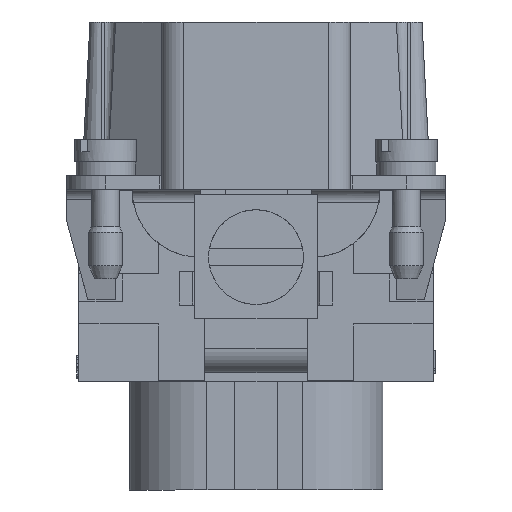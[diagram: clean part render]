
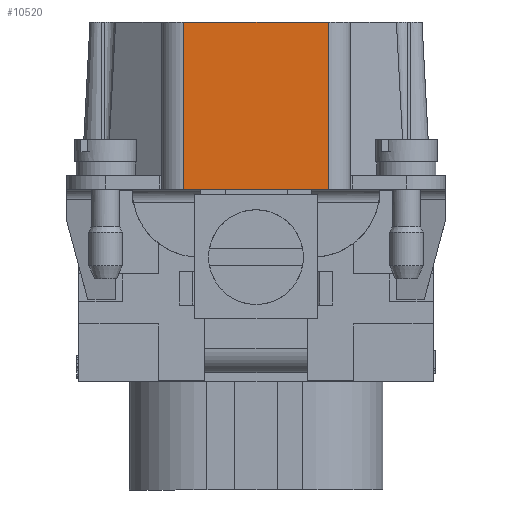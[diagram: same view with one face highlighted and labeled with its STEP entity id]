
A CAD part, left-side view. The second image highlights one B-rep face of the part: STEP entity #10520.
In plain terms, the highlighted planar face has unit normal (-1, 0, 0).
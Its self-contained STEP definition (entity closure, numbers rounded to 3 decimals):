
#10520=ADVANCED_FACE('',(#12786),#11704,.T.);
#11704=PLANE('',#35809);
#12786=FACE_OUTER_BOUND('',#14059,.T.);
#14059=EDGE_LOOP('',(#18271,#18272,#18273,#18274));
#18271=ORIENTED_EDGE('',*,*,#26692,.T.);
#18272=ORIENTED_EDGE('',*,*,#26600,.T.);
#18273=ORIENTED_EDGE('',*,*,#26694,.T.);
#18274=ORIENTED_EDGE('',*,*,#26695,.F.);
#23614=VERTEX_POINT('',#48413);
#23615=VERTEX_POINT('',#48415);
#23665=VERTEX_POINT('',#48591);
#23666=VERTEX_POINT('',#48595);
#26600=EDGE_CURVE('',#23615,#23614,#29706,.T.);
#26692=EDGE_CURVE('',#23665,#23615,#29781,.T.);
#26694=EDGE_CURVE('',#23614,#23666,#29782,.T.);
#26695=EDGE_CURVE('',#23665,#23666,#29783,.T.);
#29706=LINE('',#48414,#32327);
#29781=LINE('',#48590,#32402);
#29782=LINE('',#48594,#32403);
#29783=LINE('',#48596,#32404);
#32327=VECTOR('',#40390,1.);
#32402=VECTOR('',#40567,1.);
#32403=VECTOR('',#40572,1.);
#32404=VECTOR('',#40573,1.);
#35809=AXIS2_PLACEMENT_3D('',#48597,#40574,#40575);
#40390=DIRECTION('',(0.,-1.,0.));
#40567=DIRECTION('',(0.,0.,-1.));
#40572=DIRECTION('',(0.,0.,1.));
#40573=DIRECTION('',(0.,-1.,0.));
#40574=DIRECTION('',(-1.,0.,0.));
#40575=DIRECTION('',(0.,-1.,0.));
#48413=CARTESIAN_POINT('',(-54.25,-6.5,0.));
#48414=CARTESIAN_POINT('',(-54.25,6.5,0.));
#48415=CARTESIAN_POINT('',(-54.25,6.5,0.));
#48590=CARTESIAN_POINT('',(-54.25,6.5,15.));
#48591=CARTESIAN_POINT('',(-54.25,6.5,15.));
#48594=CARTESIAN_POINT('',(-54.25,-6.5,0.));
#48595=CARTESIAN_POINT('',(-54.25,-6.5,15.));
#48596=CARTESIAN_POINT('',(-54.25,6.5,15.));
#48597=CARTESIAN_POINT('',(-54.25,8.7,-0.1));
